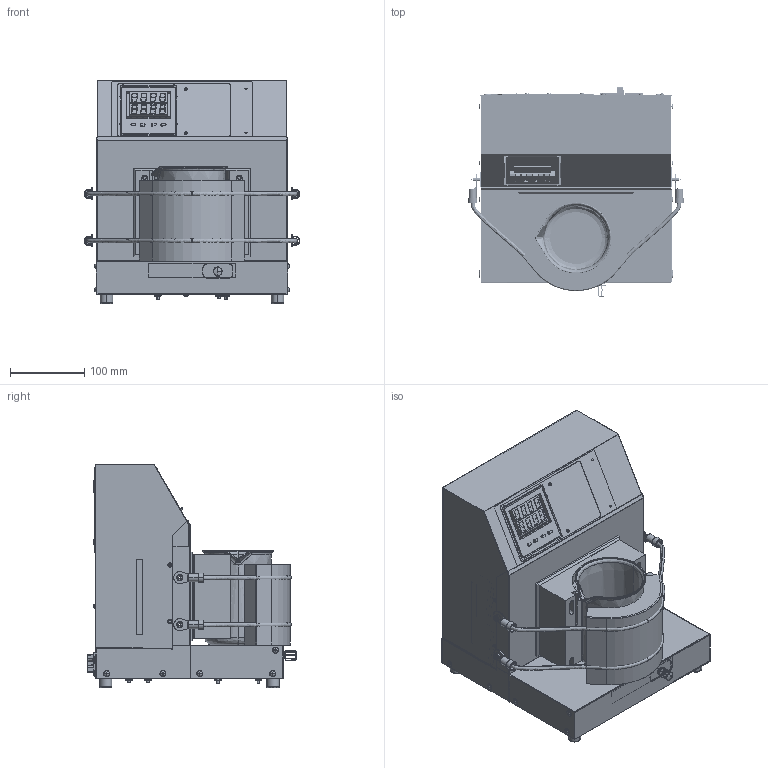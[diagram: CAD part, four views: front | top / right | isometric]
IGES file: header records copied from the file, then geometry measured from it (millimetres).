
Start section: SolidWorks IGES file using analytic representation for surfaces
Global section: file name: AHP-301MSP with cold shoe.IGS; native system: SolidWorks 2017; preprocessor: SolidWorks 2017; author: Afshin; date: 170421.084808; units: inch
Bounding box: 291.59 x 283.39 x 302.23 mm (x, y, z)
Surface area: 1212207.9 mm2 (no closed solid volume)
Topology: 0 solids, 0 shells, 1139 faces, 20164 edges, 20128 vertices
Faces by surface type: bspline 738, revolution 401
